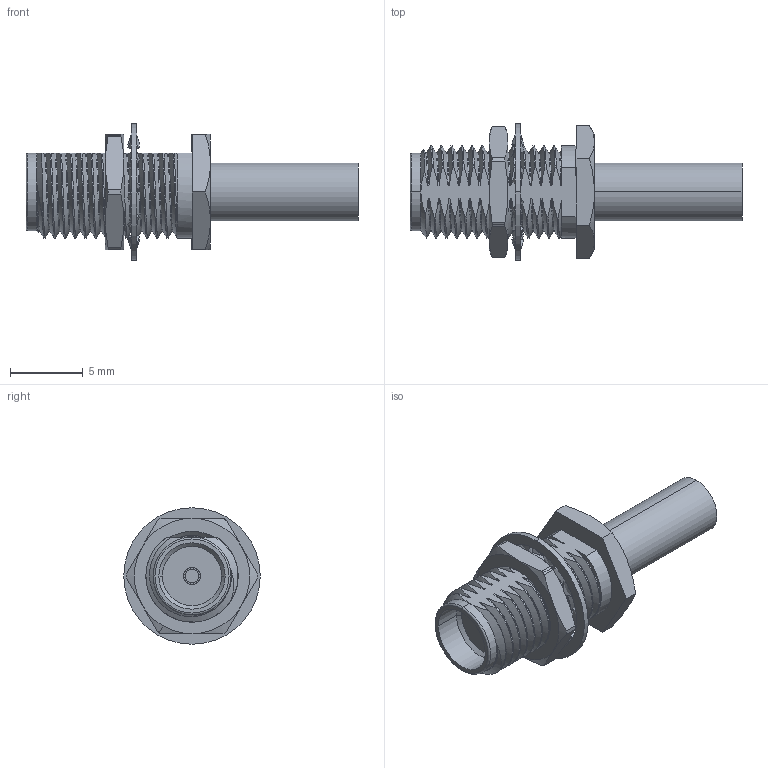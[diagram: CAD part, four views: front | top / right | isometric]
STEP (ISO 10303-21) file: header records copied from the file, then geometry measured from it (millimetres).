
FILE_DESCRIPTION (( 'STEP AP203' ), '1' );
FILE_NAME ('PE4427.step', '2019-05-01T14:47:10', ( '' ), ( '' ), 'SwSTEP 2.0', 'SolidWorks 2018', '' );
FILE_SCHEMA (( 'CONFIG_CONTROL_DESIGN' ));
Length unit declared in the file: inch
Products named in the file (1): PE4427
Bounding box: 22.86 x 9.4 x 9.4 mm (x, y, z)
Volume: 458.5 mm3; surface area: 1117.2 mm2
Topology: 5 solids, 5 shells, 1523 faces, 3330 edges, 1821 vertices
Faces by surface type: bspline 1066, cylinder 310, plane 107, cone 38, torus 2
Entity records: 109368 total; most frequent: CARTESIAN_POINT 88388, ORIENTED_EDGE 6660, EDGE_CURVE 3330, VERTEX_POINT 1821, EDGE_LOOP 1535, FACE_OUTER_BOUND 1523, ADVANCED_FACE 1523, DIRECTION 1465
